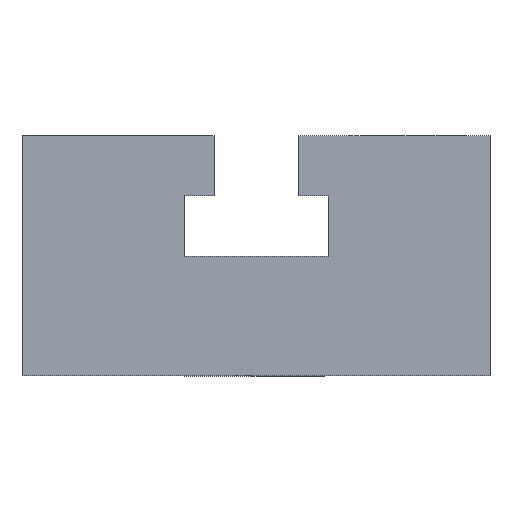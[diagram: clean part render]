
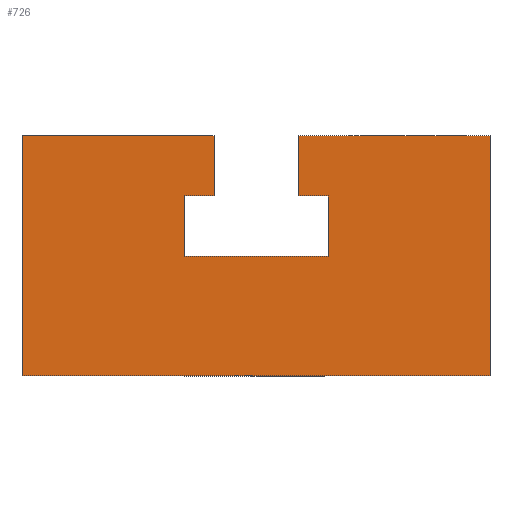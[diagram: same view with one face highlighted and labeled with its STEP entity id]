
A CAD part, left-side view. The second image highlights one B-rep face of the part: STEP entity #726.
In plain terms, the highlighted planar face has unit normal (-1, 0, 0).
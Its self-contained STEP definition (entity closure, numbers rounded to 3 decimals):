
#360=EDGE_CURVE('',#560,#694,#1021,.T.);
#458=EDGE_CURVE('',#930,#654,#1132,.T.);
#504=EDGE_CURVE('',#676,#560,#1185,.T.);
#546=EDGE_CURVE('',#702,#930,#1239,.T.);
#560=VERTEX_POINT('',#1256);
#572=EDGE_CURVE('',#792,#944,#1270,.T.);
#654=VERTEX_POINT('',#1365);
#676=VERTEX_POINT('',#1390);
#680=EDGE_CURVE('',#944,#904,#1394,.T.);
#688=EDGE_CURVE('',#694,#938,#1404,.T.);
#694=VERTEX_POINT('',#1411);
#702=VERTEX_POINT('',#1420);
#720=EDGE_CURVE('',#654,#770,#1439,.T.);
#726=ADVANCED_FACE('',(#1447),#1448,.T.);
#732=EDGE_CURVE('',#676,#748,#1454,.T.);
#748=VERTEX_POINT('',#1471);
#770=VERTEX_POINT('',#1493);
#792=VERTEX_POINT('',#1518);
#838=EDGE_CURVE('',#770,#792,#1567,.T.);
#856=EDGE_CURVE('',#938,#702,#1586,.T.);
#884=EDGE_CURVE('',#904,#748,#1614,.T.);
#904=VERTEX_POINT('',#1636);
#930=VERTEX_POINT('',#1665);
#938=VERTEX_POINT('',#1673);
#944=VERTEX_POINT('',#1680);
#1021=LINE('',#1754,#1755);
#1132=LINE('',#1903,#1904);
#1185=LINE('',#1964,#1965);
#1239=LINE('',#2036,#2037);
#1256=CARTESIAN_POINT('',(-14.,18.0,30.0));
#1270=LINE('',#2075,#2076);
#1365=CARTESIAN_POINT('',(-14.,32.0,30.0));
#1390=CARTESIAN_POINT('',(-14.,18.0,40.0));
#1394=LINE('',#2248,#2249);
#1404=LINE('',#2260,#2261);
#1411=CARTESIAN_POINT('',(-14.,13.0,30.0));
#1420=CARTESIAN_POINT('',(-14.,37.0,20.));
#1439=LINE('',#2308,#2309);
#1447=FACE_OUTER_BOUND('',#2318,.T.);
#1448=PLANE('',#2319);
#1454=LINE('',#2328,#2329);
#1471=CARTESIAN_POINT('',(-14.,-14.0,40.0));
#1493=CARTESIAN_POINT('',(-14.,32.0,40.0));
#1518=CARTESIAN_POINT('',(-14.,64.0,40.0));
#1567=LINE('',#2485,#2486);
#1586=LINE('',#2513,#2514);
#1614=LINE('',#2561,#2562);
#1636=CARTESIAN_POINT('',(-14.,-14.0,0.0));
#1665=CARTESIAN_POINT('',(-14.,37.0,30.0));
#1673=CARTESIAN_POINT('',(-14.,13.0,20.));
#1680=CARTESIAN_POINT('',(-14.,64.0,0.0));
#1754=CARTESIAN_POINT('',(-14.,19.0,30.0));
#1755=VECTOR('',#2729,1.0);
#1903=CARTESIAN_POINT('',(-14.,28.5,30.0));
#1904=VECTOR('',#2862,1.0);
#1964=CARTESIAN_POINT('',(-14.,18.0,15.0));
#1965=VECTOR('',#2935,1.0);
#2036=CARTESIAN_POINT('',(-14.,37.0,35.0));
#2037=VECTOR('',#3014,1.0);
#2075=CARTESIAN_POINT('',(-14.,64.0,40.0));
#2076=VECTOR('',#3049,1.0);
#2248=CARTESIAN_POINT('',(-14.,25.0,0.0));
#2249=VECTOR('',#3217,1.0);
#2260=CARTESIAN_POINT('',(-14.,13.0,10.));
#2261=VECTOR('',#3234,1.0);
#2308=CARTESIAN_POINT('',(-14.,32.0,40.0));
#2309=VECTOR('',#3273,1.0);
#2318=EDGE_LOOP('',(#3286,#3287,#3288,#3289,#3290,#3291,#3292,#3293,#3294,#3295,#3296,#3297));
#2319=AXIS2_PLACEMENT_3D('',#3298,#3299,#3300);
#2328=CARTESIAN_POINT('',(-14.,25.0,40.0));
#2329=VECTOR('',#3302,1.0);
#2485=CARTESIAN_POINT('',(-14.,25.0,40.0));
#2486=VECTOR('',#3395,1.0);
#2513=CARTESIAN_POINT('',(-14.,31.0,20.));
#2514=VECTOR('',#3410,1.0);
#2561=CARTESIAN_POINT('',(-14.,-14.0,40.0));
#2562=VECTOR('',#3425,1.0);
#2729=DIRECTION('',(0.0,-1.0,0.0));
#2862=DIRECTION('',(0.0,-1.0,0.0));
#2935=DIRECTION('',(0.0,0.0,-1.0));
#3014=DIRECTION('',(0.0,0.0,1.0));
#3049=DIRECTION('',(0.0,0.0,-1.0));
#3217=DIRECTION('',(0.0,-1.0,0.0));
#3234=DIRECTION('',(0.0,0.0,-1.0));
#3273=DIRECTION('',(0.0,0.0,1.0));
#3286=ORIENTED_EDGE('',*,*,#856,.T.);
#3287=ORIENTED_EDGE('',*,*,#546,.T.);
#3288=ORIENTED_EDGE('',*,*,#458,.T.);
#3289=ORIENTED_EDGE('',*,*,#720,.T.);
#3290=ORIENTED_EDGE('',*,*,#838,.T.);
#3291=ORIENTED_EDGE('',*,*,#572,.T.);
#3292=ORIENTED_EDGE('',*,*,#680,.T.);
#3293=ORIENTED_EDGE('',*,*,#884,.T.);
#3294=ORIENTED_EDGE('',*,*,#732,.F.);
#3295=ORIENTED_EDGE('',*,*,#504,.T.);
#3296=ORIENTED_EDGE('',*,*,#360,.T.);
#3297=ORIENTED_EDGE('',*,*,#688,.T.);
#3298=CARTESIAN_POINT('',(-14.,25.0,0.0));
#3299=DIRECTION('',(-1.0,0.0,0.0));
#3300=DIRECTION('',(0.0,-1.0,0.0));
#3302=DIRECTION('',(0.0,-1.0,0.0));
#3395=DIRECTION('',(0.0,1.0,0.0));
#3410=DIRECTION('',(0.0,1.0,0.0));
#3425=DIRECTION('',(0.0,0.0,1.0));
